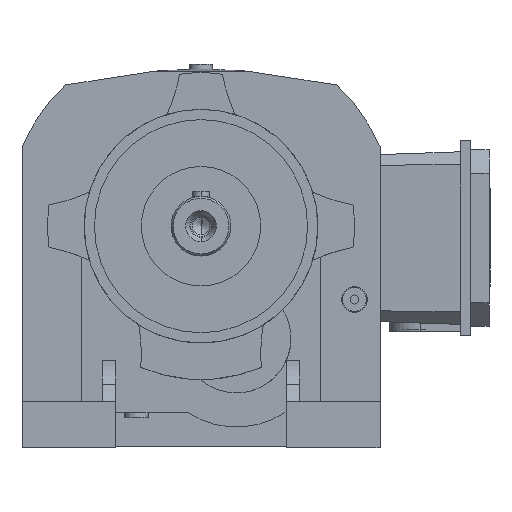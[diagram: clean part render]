
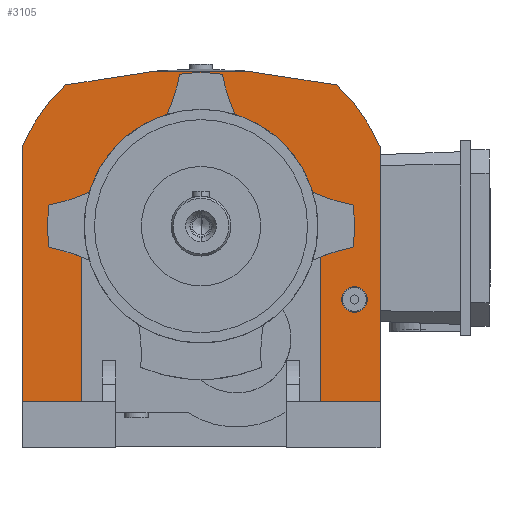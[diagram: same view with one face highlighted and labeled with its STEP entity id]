
A CAD part, front view. The second image highlights one B-rep face of the part: STEP entity #3105.
In plain terms, the highlighted planar face has unit normal (0, -1, 0).
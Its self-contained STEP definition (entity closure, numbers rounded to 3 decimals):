
#3105=ADVANCED_FACE('',(#6311,#6312),#6313,.T.);
#6311=FACE_BOUND('',#9590,.T.);
#6312=FACE_OUTER_BOUND('',#9591,.T.);
#6313=PLANE('',#9592);
#9590=EDGE_LOOP('',(#19321,#19322));
#9591=EDGE_LOOP('',(#19323,#19324,#19325,#19326,#19327,#19328,#19329,#19330,#19331,#19332,#19333,#19334,#19335,#19336,#19337,#19338,#19339,#19340,#19341,#19342));
#9592=AXIS2_PLACEMENT_3D('',#19343,#19344,#19345);
#19321=ORIENTED_EDGE('',*,*,#23638,.T.);
#19322=ORIENTED_EDGE('',*,*,#20115,.T.);
#19323=ORIENTED_EDGE('',*,*,#23651,.T.);
#19324=ORIENTED_EDGE('',*,*,#23635,.F.);
#19325=ORIENTED_EDGE('',*,*,#23633,.F.);
#19326=ORIENTED_EDGE('',*,*,#23630,.F.);
#19327=ORIENTED_EDGE('',*,*,#23627,.F.);
#19328=ORIENTED_EDGE('',*,*,#23624,.F.);
#19329=ORIENTED_EDGE('',*,*,#23620,.T.);
#19330=ORIENTED_EDGE('',*,*,#23617,.T.);
#19331=ORIENTED_EDGE('',*,*,#23679,.T.);
#19332=ORIENTED_EDGE('',*,*,#23611,.T.);
#19333=ORIENTED_EDGE('',*,*,#23685,.T.);
#19334=ORIENTED_EDGE('',*,*,#23697,.T.);
#19335=ORIENTED_EDGE('',*,*,#23688,.T.);
#19336=ORIENTED_EDGE('',*,*,#23606,.T.);
#19337=ORIENTED_EDGE('',*,*,#23695,.T.);
#19338=ORIENTED_EDGE('',*,*,#23698,.T.);
#19339=ORIENTED_EDGE('',*,*,#23699,.T.);
#19340=ORIENTED_EDGE('',*,*,#23642,.T.);
#19341=ORIENTED_EDGE('',*,*,#23700,.T.);
#19342=ORIENTED_EDGE('',*,*,#23646,.T.);
#19343=CARTESIAN_POINT('',(0.,-96.5,-26.539));
#19344=DIRECTION('',(0.0,-1.0,0.0));
#19345=DIRECTION('',(1.0,0.0,0.0));
#20115=EDGE_CURVE('',#24204,#24208,#24210,.F.);
#23606=EDGE_CURVE('',#29416,#29414,#29417,.F.);
#23611=EDGE_CURVE('',#29425,#29423,#29426,.F.);
#23617=EDGE_CURVE('',#29429,#29434,#29436,.T.);
#23620=EDGE_CURVE('',#29439,#29429,#29440,.T.);
#23624=EDGE_CURVE('',#29439,#29443,#29445,.T.);
#23627=EDGE_CURVE('',#29443,#29447,#29449,.T.);
#23630=EDGE_CURVE('',#29447,#29451,#29453,.T.);
#23633=EDGE_CURVE('',#29451,#29455,#29457,.T.);
#23635=EDGE_CURVE('',#29455,#29459,#29460,.T.);
#23638=EDGE_CURVE('',#24208,#24204,#29463,.F.);
#23642=EDGE_CURVE('',#29470,#29468,#29471,.F.);
#23646=EDGE_CURVE('',#29477,#29475,#29478,.T.);
#23651=EDGE_CURVE('',#29475,#29459,#29484,.T.);
#23679=EDGE_CURVE('',#29434,#29425,#29518,.F.);
#23685=EDGE_CURVE('',#29423,#29524,#29526,.F.);
#23688=EDGE_CURVE('',#29530,#29416,#29531,.F.);
#23695=EDGE_CURVE('',#29414,#29538,#29540,.F.);
#23697=EDGE_CURVE('',#29524,#29530,#29542,.F.);
#23698=EDGE_CURVE('',#29538,#29543,#29544,.F.);
#23699=EDGE_CURVE('',#29543,#29470,#29545,.F.);
#23700=EDGE_CURVE('',#29468,#29477,#29546,.F.);
#24204=VERTEX_POINT('',#30397);
#24208=VERTEX_POINT('',#30402);
#24210=CIRCLE('',#30405,7.5);
#29414=VERTEX_POINT('',#39034);
#29416=VERTEX_POINT('',#39037);
#29417=CIRCLE('',#39038,90.);
#29423=VERTEX_POINT('',#39045);
#29425=VERTEX_POINT('',#39048);
#29426=CIRCLE('',#39049,90.);
#29429=VERTEX_POINT('',#39053);
#29434=VERTEX_POINT('',#39060);
#29436=LINE('',#39063,#39064);
#29439=VERTEX_POINT('',#39068);
#29440=LINE('',#39069,#39070);
#29443=VERTEX_POINT('',#39074);
#29445=LINE('',#39077,#39078);
#29447=VERTEX_POINT('',#39080);
#29449=CIRCLE('',#39083,115.0);
#29451=VERTEX_POINT('',#39085);
#29453=CIRCLE('',#39088,350.0);
#29455=VERTEX_POINT('',#39090);
#29457=CIRCLE('',#39093,115.0);
#29459=VERTEX_POINT('',#39095);
#29460=LINE('',#39096,#39097);
#29463=CIRCLE('',#39101,7.5);
#29468=VERTEX_POINT('',#39106);
#29470=VERTEX_POINT('',#39109);
#29471=CIRCLE('',#39110,90.);
#29475=VERTEX_POINT('',#39115);
#29477=VERTEX_POINT('',#39118);
#29478=LINE('',#39119,#39120);
#29484=LINE('',#39129,#39130);
#29518=CIRCLE('',#39171,95.0);
#29524=VERTEX_POINT('',#39177);
#29526=CIRCLE('',#39180,95.0);
#29530=VERTEX_POINT('',#39184);
#29531=CIRCLE('',#39185,95.0);
#29538=VERTEX_POINT('',#39193);
#29540=CIRCLE('',#39196,95.);
#29542=CIRCLE('',#39198,68.5);
#29543=VERTEX_POINT('',#39199);
#29544=CIRCLE('',#39200,68.5);
#29545=CIRCLE('',#39201,95.);
#29546=CIRCLE('',#39202,95.0);
#30397=CARTESIAN_POINT('',(82.5,-96.5,-43.0));
#30402=CARTESIAN_POINT('',(97.5,-96.5,-43.0));
#30405=AXIS2_PLACEMENT_3D('',#39998,#39999,#40000);
#39034=CARTESIAN_POINT('',(12.511,-96.5,89.126));
#39037=CARTESIAN_POINT('',(-12.511,-96.5,89.126));
#39038=AXIS2_PLACEMENT_3D('',#43875,#43876,#43877);
#39045=CARTESIAN_POINT('',(-89.126,-96.5,12.511));
#39048=CARTESIAN_POINT('',(-89.126,-96.5,-12.511));
#39049=AXIS2_PLACEMENT_3D('',#43883,#43884,#43885);
#39053=CARTESIAN_POINT('',(-70.0,-96.5,-103.0));
#39060=CARTESIAN_POINT('',(-70.0,-96.5,-18.085));
#39063=CARTESIAN_POINT('',(-70.0,-96.5,-77.77));
#39064=VECTOR('',#43890,10.0);
#39068=CARTESIAN_POINT('',(-105.0,-96.5,-103.0));
#39069=CARTESIAN_POINT('',(-52.5,-96.5,-103.0));
#39070=VECTOR('',#43892,10.0);
#39074=CARTESIAN_POINT('',(-105.0,-96.5,46.904));
#39077=CARTESIAN_POINT('',(-105.0,-96.5,46.904));
#39078=VECTOR('',#43895,10.0);
#39080=CARTESIAN_POINT('',(-79.835,-96.5,82.773));
#39083=AXIS2_PLACEMENT_3D('',#43897,#43898,#43899);
#39085=CARTESIAN_POINT('',(79.835,-96.5,82.773));
#39088=AXIS2_PLACEMENT_3D('',#43901,#43902,#43903);
#39090=CARTESIAN_POINT('',(105.0,-96.5,46.904));
#39093=AXIS2_PLACEMENT_3D('',#43905,#43906,#43907);
#39095=CARTESIAN_POINT('',(105.0,-96.5,-103.0));
#39096=CARTESIAN_POINT('',(105.0,-96.5,-129.0));
#39097=VECTOR('',#43908,10.0);
#39101=AXIS2_PLACEMENT_3D('',#43910,#43911,#43912);
#39106=CARTESIAN_POINT('',(89.126,-96.5,-12.511));
#39109=CARTESIAN_POINT('',(89.126,-96.5,12.511));
#39110=AXIS2_PLACEMENT_3D('',#43917,#43918,#43919);
#39115=CARTESIAN_POINT('',(70.0,-96.5,-103.0));
#39118=CARTESIAN_POINT('',(70.0,-96.5,-18.085));
#39119=CARTESIAN_POINT('',(70.0,-96.5,-22.312));
#39120=VECTOR('',#43922,10.0);
#39129=CARTESIAN_POINT('',(25.0,-96.5,-103.0));
#39130=VECTOR('',#43926,10.0);
#39171=AXIS2_PLACEMENT_3D('',#43967,#43968,#43969);
#39177=CARTESIAN_POINT('',(-65.494,-96.5,20.068));
#39180=AXIS2_PLACEMENT_3D('',#43977,#43978,#43979);
#39184=CARTESIAN_POINT('',(-20.068,-96.5,65.494));
#39185=AXIS2_PLACEMENT_3D('',#43983,#43984,#43985);
#39193=CARTESIAN_POINT('',(20.068,-96.5,65.494));
#39196=AXIS2_PLACEMENT_3D('',#43994,#43995,#43996);
#39198=AXIS2_PLACEMENT_3D('',#43997,#43998,#43999);
#39199=CARTESIAN_POINT('',(65.494,-96.5,20.068));
#39200=AXIS2_PLACEMENT_3D('',#44000,#44001,#44002);
#39201=AXIS2_PLACEMENT_3D('',#44003,#44004,#44005);
#39202=AXIS2_PLACEMENT_3D('',#44006,#44007,#44008);
#39998=CARTESIAN_POINT('',(90.0,-96.5,-43.0));
#39999=DIRECTION('',(0.0,-1.0,0.0));
#40000=DIRECTION('',(-1.0,0.0,0.0));
#43875=CARTESIAN_POINT('',(0.0,-96.5,0.0));
#43876=DIRECTION('',(0.0,-1.0,-0.0));
#43877=DIRECTION('',(-0.139,0.0,-0.99));
#43883=CARTESIAN_POINT('',(0.0,-96.5,0.0));
#43884=DIRECTION('',(0.0,-1.0,0.0));
#43885=DIRECTION('',(0.99,0.0,-0.139));
#43890=DIRECTION('',(0.,0.0,1.0));
#43892=DIRECTION('',(1.0,0.0,0.0));
#43895=DIRECTION('',(0.0,0.0,1.0));
#43897=CARTESIAN_POINT('',(0.,-96.5,0.));
#43898=DIRECTION('',(0.0,1.0,0.0));
#43899=DIRECTION('',(-0.694,0.0,0.72));
#43901=CARTESIAN_POINT('',(0.,-96.5,-258.0));
#43902=DIRECTION('',(-0.0,1.0,0.0));
#43903=DIRECTION('',(0.228,0.0,0.974));
#43905=CARTESIAN_POINT('',(0.,-96.5,0.));
#43906=DIRECTION('',(-0.0,1.0,0.0));
#43907=DIRECTION('',(0.913,0.0,0.408));
#43908=DIRECTION('',(0.,0.0,-1.0));
#43910=CARTESIAN_POINT('',(90.0,-96.5,-43.0));
#43911=DIRECTION('',(0.0,-1.0,0.0));
#43912=DIRECTION('',(-1.0,0.0,0.0));
#43917=CARTESIAN_POINT('',(0.0,-96.5,0.0));
#43918=DIRECTION('',(0.0,-1.0,0.0));
#43919=DIRECTION('',(-0.99,0.0,0.139));
#43922=DIRECTION('',(0.,0.0,-1.0));
#43926=DIRECTION('',(1.0,0.0,0.0));
#43967=CARTESIAN_POINT('',(-106.0,-96.5,-106.0));
#43968=DIRECTION('',(-0.0,1.0,0.0));
#43969=DIRECTION('',(0.426,0.0,0.905));
#43977=CARTESIAN_POINT('',(-106.0,-96.5,106.0));
#43978=DIRECTION('',(0.0,1.0,0.0));
#43979=DIRECTION('',(0.178,0.0,-0.984));
#43983=CARTESIAN_POINT('',(-106.0,-96.5,106.0));
#43984=DIRECTION('',(0.0,1.0,0.0));
#43985=DIRECTION('',(0.905,0.0,-0.426));
#43994=CARTESIAN_POINT('',(106.0,-96.5,106.0));
#43995=DIRECTION('',(0.0,1.0,0.0));
#43996=DIRECTION('',(-0.984,0.0,-0.178));
#43997=CARTESIAN_POINT('',(0.0,-96.5,0.0));
#43998=DIRECTION('',(0.0,-1.0,0.0));
#43999=DIRECTION('',(-1.0,0.0,0.0));
#44000=CARTESIAN_POINT('',(0.0,-96.5,0.0));
#44001=DIRECTION('',(0.0,-1.0,0.0));
#44002=DIRECTION('',(-1.0,0.0,0.0));
#44003=CARTESIAN_POINT('',(106.0,-96.5,106.0));
#44004=DIRECTION('',(0.0,1.0,0.0));
#44005=DIRECTION('',(-0.426,0.0,-0.905));
#44006=CARTESIAN_POINT('',(106.0,-96.5,-106.0));
#44007=DIRECTION('',(0.0,1.0,0.0));
#44008=DIRECTION('',(-0.178,0.0,0.984));
